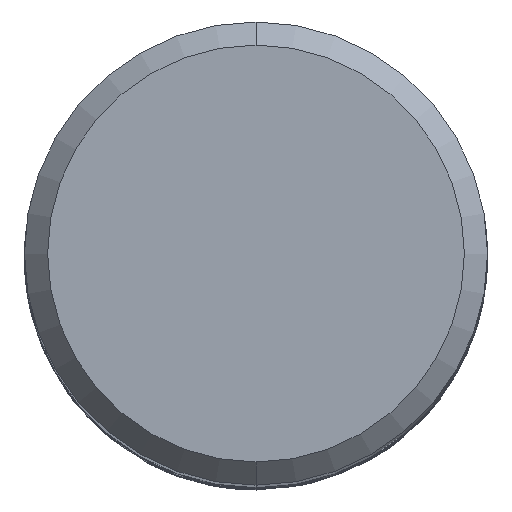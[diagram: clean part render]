
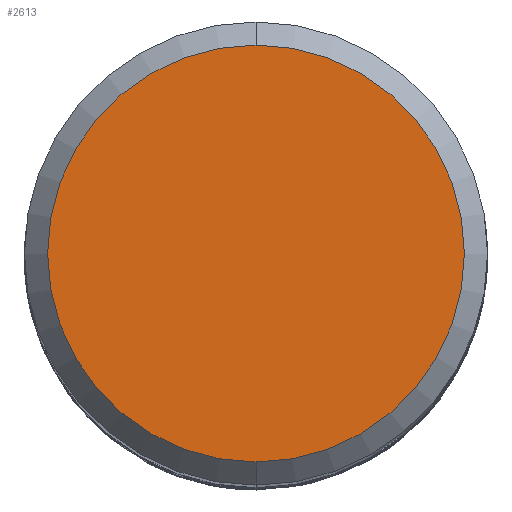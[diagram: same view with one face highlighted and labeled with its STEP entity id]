
A CAD part, top view. The second image highlights one B-rep face of the part: STEP entity #2613.
In plain terms, the highlighted planar face has unit normal (0, 0, 1).
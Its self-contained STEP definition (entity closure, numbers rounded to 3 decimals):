
#2255=VERTEX_POINT('',#4521);
#2401=VERTEX_POINT('',#4684);
#2613=ADVANCED_FACE('',(#4914),#4915,.T.);
#2827=EDGE_CURVE('',#2401,#2255,#5147,.T.);
#3079=EDGE_CURVE('',#2255,#2401,#5425,.T.);
#4521=CARTESIAN_POINT('',(0.0,9.0,0.0));
#4684=CARTESIAN_POINT('',(0.,-9.0,0.0));
#4914=FACE_OUTER_BOUND('',#24534,.T.);
#4915=PLANE('',#24535);
#5147=CIRCLE('',#27299,9.0);
#5425=CIRCLE('',#31012,9.0);
#24534=EDGE_LOOP('',(#34889,#34890));
#24535=AXIS2_PLACEMENT_3D('',#34891,#34892,#34893);
#27299=AXIS2_PLACEMENT_3D('',#35109,#35110,#35111);
#31012=AXIS2_PLACEMENT_3D('',#35425,#35426,#35427);
#34889=ORIENTED_EDGE('',*,*,#3079,.F.);
#34890=ORIENTED_EDGE('',*,*,#2827,.F.);
#34891=CARTESIAN_POINT('',(0.0,4.5,0.0));
#34892=DIRECTION('',(-0.0,0.0,1.0));
#34893=DIRECTION('',(0.0,-1.0,0.0));
#35109=CARTESIAN_POINT('',(0.0,0.0,0.0));
#35110=DIRECTION('',(0.0,0.0,-1.0));
#35111=DIRECTION('',(0.0,1.0,0.0));
#35425=CARTESIAN_POINT('',(0.0,0.0,0.0));
#35426=DIRECTION('',(0.0,0.0,-1.0));
#35427=DIRECTION('',(0.0,1.0,0.0));
